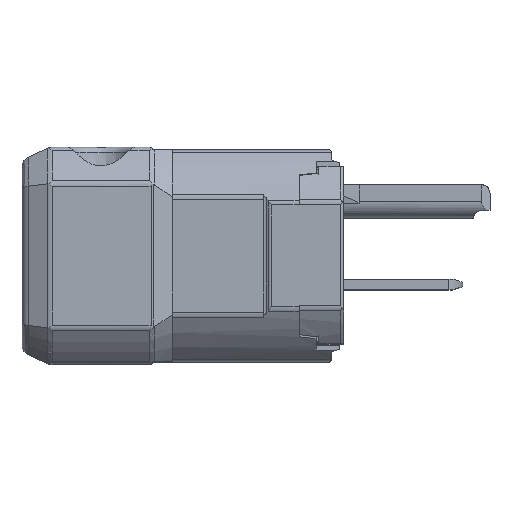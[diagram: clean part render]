
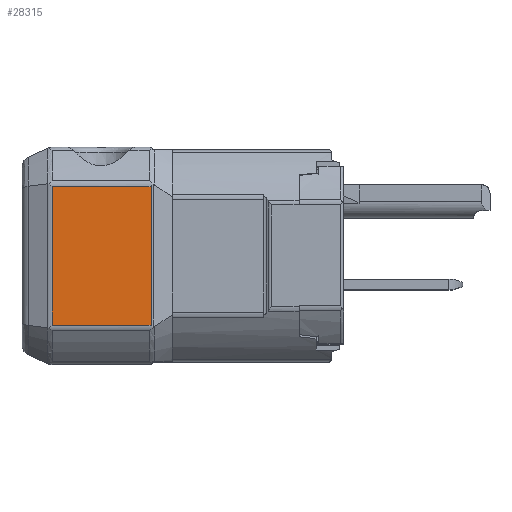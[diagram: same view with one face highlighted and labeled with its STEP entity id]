
A CAD part, top view. The second image highlights one B-rep face of the part: STEP entity #28315.
In plain terms, the highlighted planar face has unit normal (0, 0, 1).
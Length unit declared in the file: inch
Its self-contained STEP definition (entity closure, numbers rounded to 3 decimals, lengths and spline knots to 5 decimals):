
#57 = DIRECTION ( 'NONE',  ( 0., 0., 1. ) ) ;
#211 = VERTEX_POINT ( 'NONE', #4944 ) ;
#1449 = EDGE_CURVE ( 'NONE', #29192, #32541, #26230, .T. ) ;
#4054 = CARTESIAN_POINT ( 'NONE',  ( -0.24148, 0.42615, 0.7025 ) ) ;
#4753 = EDGE_CURVE ( 'NONE', #18114, #211, #15595, .T. ) ;
#4944 = CARTESIAN_POINT ( 'NONE',  ( -0.79843, 0.42603, 0.7025 ) ) ;
#5710 = CARTESIAN_POINT ( 'NONE',  ( -0.79855, -0.35438, 0.7025 ) ) ;
#6178 = DIRECTION ( 'NONE',  ( 0., -1., 0. ) ) ;
#6897 = CARTESIAN_POINT ( 'NONE',  ( -0.24148, -0.35438, 0.7025 ) ) ;
#11836 = ORIENTED_EDGE ( 'NONE', *, *, #4753, .T. ) ;
#12740 = DIRECTION ( 'NONE',  ( -1., 0., 0. ) ) ;
#13680 = ORIENTED_EDGE ( 'NONE', *, *, #1449, .T. ) ;
#15595 = LINE ( 'NONE', #28227, #31168 ) ;
#17718 = ORIENTED_EDGE ( 'NONE', *, *, #32930, .T. ) ;
#17991 = EDGE_CURVE ( 'NONE', #32541, #18114, #27056, .T. ) ;
#18114 = VERTEX_POINT ( 'NONE', #21311 ) ;
#18897 = CARTESIAN_POINT ( 'NONE',  ( -0.79843, 0.42615, 0.7025 ) ) ;
#20660 = DIRECTION ( 'NONE',  ( 1., 0., 0. ) ) ;
#21311 = CARTESIAN_POINT ( 'NONE',  ( -0.24148, 0.42603, 0.7025 ) ) ;
#22695 = PLANE ( 'NONE',  #23076 ) ;
#22997 = VECTOR ( 'NONE', #25715, 39.37008 ) ;
#23076 = AXIS2_PLACEMENT_3D ( 'NONE', #28075, #57, #31105 ) ;
#23727 = VECTOR ( 'NONE', #6178, 39.37008 ) ;
#25156 = ORIENTED_EDGE ( 'NONE', *, *, #17991, .T. ) ;
#25715 = DIRECTION ( 'NONE',  ( 0., 1., 0. ) ) ;
#26136 = EDGE_LOOP ( 'NONE', ( #17718, #13680, #25156, #11836 ) ) ;
#26230 = LINE ( 'NONE', #5710, #31859 ) ;
#26856 = LINE ( 'NONE', #18897, #23727 ) ;
#27056 = LINE ( 'NONE', #4054, #22997 ) ;
#27248 = FACE_OUTER_BOUND ( 'NONE', #26136, .T. ) ;
#27383 = CARTESIAN_POINT ( 'NONE',  ( -0.79843, -0.35438, 0.7025 ) ) ;
#28075 = CARTESIAN_POINT ( 'NONE',  ( -0.24136, 0.42615, 0.7025 ) ) ;
#28227 = CARTESIAN_POINT ( 'NONE',  ( -0.24136, 0.42603, 0.7025 ) ) ;
#28315 = ADVANCED_FACE ( 'NONE', ( #27248 ), #22695, .T. ) ;
#29192 = VERTEX_POINT ( 'NONE', #27383 ) ;
#31105 = DIRECTION ( 'NONE',  ( 1., 0., 0. ) ) ;
#31168 = VECTOR ( 'NONE', #12740, 39.37008 ) ;
#31859 = VECTOR ( 'NONE', #20660, 39.37008 ) ;
#32541 = VERTEX_POINT ( 'NONE', #6897 ) ;
#32930 = EDGE_CURVE ( 'NONE', #211, #29192, #26856, .T. ) ;
